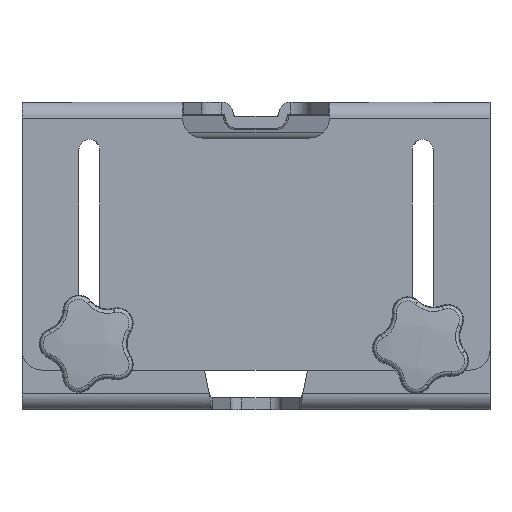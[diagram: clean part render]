
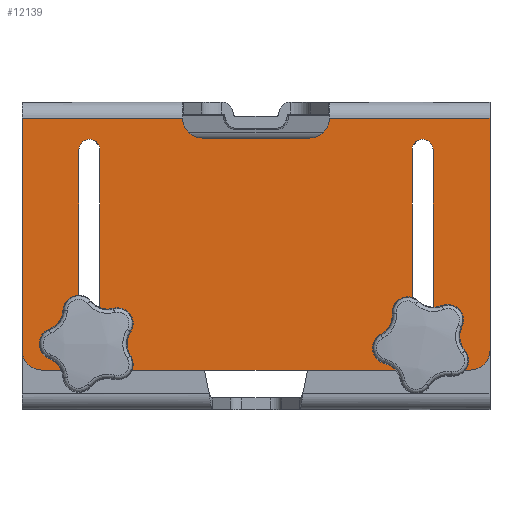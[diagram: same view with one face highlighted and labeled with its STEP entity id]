
A CAD part, front view. The second image highlights one B-rep face of the part: STEP entity #12139.
In plain terms, the highlighted planar face has unit normal (0, -1, 0).
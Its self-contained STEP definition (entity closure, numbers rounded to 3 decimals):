
#326=FACE_BOUND('',#1967,.T.);
#327=FACE_BOUND('',#1968,.T.);
#585=PLANE('',#13349);
#1213=FACE_OUTER_BOUND('',#1966,.T.);
#1966=EDGE_LOOP('',(#10614,#10615,#10616,#10617,#10618,#10619,#10620,#10621,
#10622,#10623));
#1967=EDGE_LOOP('',(#10624,#10625,#10626,#10627));
#1968=EDGE_LOOP('',(#10628,#10629,#10630,#10631));
#2999=LINE('',#23668,#4051);
#3044=LINE('',#23982,#4096);
#3055=LINE('',#24014,#4107);
#3057=LINE('',#24019,#4109);
#3058=LINE('',#24023,#4110);
#3059=LINE('',#24026,#4111);
#3060=LINE('',#24031,#4112);
#3061=LINE('',#24032,#4113);
#3062=LINE('',#24036,#4114);
#3063=LINE('',#24037,#4115);
#4051=VECTOR('',#16399,1000.);
#4096=VECTOR('',#16518,1000.);
#4107=VECTOR('',#16547,1000.);
#4109=VECTOR('',#16553,1000.);
#4110=VECTOR('',#16556,1000.);
#4111=VECTOR('',#16559,1000.);
#4112=VECTOR('',#16564,1000.);
#4113=VECTOR('',#16565,1000.);
#4114=VECTOR('',#16568,1000.);
#4115=VECTOR('',#16569,1000.);
#4650=CIRCLE('',#13219,2.65);
#4652=CIRCLE('',#13222,2.65);
#4745=CIRCLE('',#13350,5.);
#4746=CIRCLE('',#13351,5.);
#4747=CIRCLE('',#13352,5.);
#4748=CIRCLE('',#13353,5.);
#4749=CIRCLE('',#13354,2.65);
#4750=CIRCLE('',#13355,2.65);
#5685=VERTEX_POINT('',#23272);
#5686=VERTEX_POINT('',#23274);
#5689=VERTEX_POINT('',#23281);
#5690=VERTEX_POINT('',#23283);
#5783=VERTEX_POINT('',#23665);
#5784=VERTEX_POINT('',#23667);
#5845=VERTEX_POINT('',#23972);
#5848=VERTEX_POINT('',#23980);
#5859=VERTEX_POINT('',#24011);
#5860=VERTEX_POINT('',#24013);
#5861=VERTEX_POINT('',#24017);
#5862=VERTEX_POINT('',#24020);
#5863=VERTEX_POINT('',#24022);
#5864=VERTEX_POINT('',#24024);
#5865=VERTEX_POINT('',#24028);
#5866=VERTEX_POINT('',#24029);
#5867=VERTEX_POINT('',#24033);
#5868=VERTEX_POINT('',#24034);
#7275=EDGE_CURVE('',#5685,#5686,#4650,.T.);
#7279=EDGE_CURVE('',#5689,#5690,#4652,.T.);
#7389=EDGE_CURVE('',#5783,#5784,#2999,.T.);
#7466=EDGE_CURVE('',#5845,#5848,#3044,.T.);
#7483=EDGE_CURVE('',#5860,#5859,#3055,.T.);
#7485=EDGE_CURVE('',#5859,#5861,#4745,.T.);
#7486=EDGE_CURVE('',#5784,#5861,#3057,.T.);
#7487=EDGE_CURVE('',#5783,#5862,#4746,.T.);
#7488=EDGE_CURVE('',#5863,#5862,#3058,.T.);
#7489=EDGE_CURVE('',#5863,#5864,#4747,.T.);
#7490=EDGE_CURVE('',#5845,#5864,#3059,.T.);
#7491=EDGE_CURVE('',#5848,#5860,#4748,.T.);
#7492=EDGE_CURVE('',#5865,#5866,#4749,.T.);
#7493=EDGE_CURVE('',#5686,#5865,#3060,.T.);
#7494=EDGE_CURVE('',#5866,#5685,#3061,.T.);
#7495=EDGE_CURVE('',#5867,#5868,#4750,.T.);
#7496=EDGE_CURVE('',#5690,#5867,#3062,.T.);
#7497=EDGE_CURVE('',#5868,#5689,#3063,.T.);
#10614=ORIENTED_EDGE('',*,*,#7483,.T.);
#10615=ORIENTED_EDGE('',*,*,#7485,.T.);
#10616=ORIENTED_EDGE('',*,*,#7486,.F.);
#10617=ORIENTED_EDGE('',*,*,#7389,.F.);
#10618=ORIENTED_EDGE('',*,*,#7487,.T.);
#10619=ORIENTED_EDGE('',*,*,#7488,.F.);
#10620=ORIENTED_EDGE('',*,*,#7489,.T.);
#10621=ORIENTED_EDGE('',*,*,#7490,.F.);
#10622=ORIENTED_EDGE('',*,*,#7466,.T.);
#10623=ORIENTED_EDGE('',*,*,#7491,.T.);
#10624=ORIENTED_EDGE('',*,*,#7492,.F.);
#10625=ORIENTED_EDGE('',*,*,#7493,.F.);
#10626=ORIENTED_EDGE('',*,*,#7275,.F.);
#10627=ORIENTED_EDGE('',*,*,#7494,.F.);
#10628=ORIENTED_EDGE('',*,*,#7495,.F.);
#10629=ORIENTED_EDGE('',*,*,#7496,.F.);
#10630=ORIENTED_EDGE('',*,*,#7279,.F.);
#10631=ORIENTED_EDGE('',*,*,#7497,.F.);
#12139=ADVANCED_FACE('',(#1213,#326,#327),#585,.T.);
#13219=AXIS2_PLACEMENT_3D('',#23275,#16184,#16185);
#13222=AXIS2_PLACEMENT_3D('',#23284,#16192,#16193);
#13349=AXIS2_PLACEMENT_3D('',#24016,#16549,#16550);
#13350=AXIS2_PLACEMENT_3D('',#24018,#16551,#16552);
#13351=AXIS2_PLACEMENT_3D('',#24021,#16554,#16555);
#13352=AXIS2_PLACEMENT_3D('',#24025,#16557,#16558);
#13353=AXIS2_PLACEMENT_3D('',#24027,#16560,#16561);
#13354=AXIS2_PLACEMENT_3D('',#24030,#16562,#16563);
#13355=AXIS2_PLACEMENT_3D('',#24035,#16566,#16567);
#16184=DIRECTION('center_axis',(0.,-1.,0.));
#16185=DIRECTION('ref_axis',(0.,0.,
-1.));
#16192=DIRECTION('center_axis',(0.,-1.,0.));
#16193=DIRECTION('ref_axis',(0.,0.,
1.));
#16399=DIRECTION('',(1.,0.,0.));
#16518=DIRECTION('',(0.,0.,-1.));
#16547=DIRECTION('',(1.,0.,0.));
#16549=DIRECTION('center_axis',(0.,-1.,0.));
#16550=DIRECTION('ref_axis',(0.,0.,
1.));
#16551=DIRECTION('center_axis',(0.,-1.,0.));
#16552=DIRECTION('ref_axis',(0.,0.,
1.));
#16553=DIRECTION('',(0.,0.,-1.));
#16554=DIRECTION('center_axis',(0.,1.,0.));
#16555=DIRECTION('ref_axis',(0.,0.,
1.));
#16556=DIRECTION('',(1.,0.,0.));
#16557=DIRECTION('center_axis',(0.,1.,0.));
#16558=DIRECTION('ref_axis',(0.,0.,
1.));
#16559=DIRECTION('',(1.,0.,0.));
#16560=DIRECTION('center_axis',(0.,-1.,0.));
#16561=DIRECTION('ref_axis',(0.,0.,
1.));
#16562=DIRECTION('center_axis',(0.,-1.,0.));
#16563=DIRECTION('ref_axis',(0.,0.,
-1.));
#16564=DIRECTION('',(0.,0.,-1.));
#16565=DIRECTION('',(0.,0.,1.));
#16566=DIRECTION('center_axis',(0.,-1.,0.));
#16567=DIRECTION('ref_axis',(0.,0.,
1.));
#16568=DIRECTION('',(0.,0.,-1.));
#16569=DIRECTION('',(0.,0.,1.));
#23272=CARTESIAN_POINT('',(-9.828,-59.156,64.313));
#23274=CARTESIAN_POINT('',(-15.128,-59.156,64.313));
#23275=CARTESIAN_POINT('Origin',(-12.478,-59.156,64.313));
#23281=CARTESIAN_POINT('',(74.172,-59.156,64.313));
#23283=CARTESIAN_POINT('',(68.872,-59.156,64.313));
#23284=CARTESIAN_POINT('Origin',(71.522,-59.156,64.313));
#23665=CARTESIAN_POINT('',(48.022,-59.156,72.313));
#23667=CARTESIAN_POINT('',(88.522,-59.156,72.313));
#23668=CARTESIAN_POINT('',(-29.478,-59.156,72.313));
#23972=CARTESIAN_POINT('',(-29.478,-59.156,72.313));
#23980=CARTESIAN_POINT('',(-29.478,-59.156,13.813));
#23982=CARTESIAN_POINT('',(-29.478,-59.156,76.313));
#24011=CARTESIAN_POINT('',(83.522,-59.156,8.813));
#24013=CARTESIAN_POINT('',(-24.478,-59.156,8.813));
#24014=CARTESIAN_POINT('',(-29.478,-59.156,8.813));
#24016=CARTESIAN_POINT('Origin',(-29.478,-59.156,76.313));
#24017=CARTESIAN_POINT('',(88.522,-59.156,13.813));
#24018=CARTESIAN_POINT('Origin',(83.522,-59.156,13.813));
#24019=CARTESIAN_POINT('',(88.522,-59.156,76.313));
#24020=CARTESIAN_POINT('',(43.022,-59.156,67.313));
#24021=CARTESIAN_POINT('Origin',(43.022,-59.156,72.313));
#24022=CARTESIAN_POINT('',(16.022,-59.156,67.313));
#24023=CARTESIAN_POINT('',(48.022,-59.156,67.313));
#24024=CARTESIAN_POINT('',(11.022,-59.156,72.313));
#24025=CARTESIAN_POINT('Origin',(16.022,-59.156,72.313));
#24026=CARTESIAN_POINT('',(-29.478,-59.156,72.313));
#24027=CARTESIAN_POINT('Origin',(-24.478,-59.156,13.813));
#24028=CARTESIAN_POINT('',(-15.128,-59.156,15.313));
#24029=CARTESIAN_POINT('',(-9.828,-59.156,15.313));
#24030=CARTESIAN_POINT('Origin',(-12.478,-59.156,15.313));
#24031=CARTESIAN_POINT('',(-15.128,-59.156,15.313));
#24032=CARTESIAN_POINT('',(-9.828,-59.156,15.313));
#24033=CARTESIAN_POINT('',(68.872,-59.156,15.313));
#24034=CARTESIAN_POINT('',(74.172,-59.156,15.313));
#24035=CARTESIAN_POINT('Origin',(71.522,-59.156,15.313));
#24036=CARTESIAN_POINT('',(68.872,-59.156,15.313));
#24037=CARTESIAN_POINT('',(74.172,-59.156,15.313));
